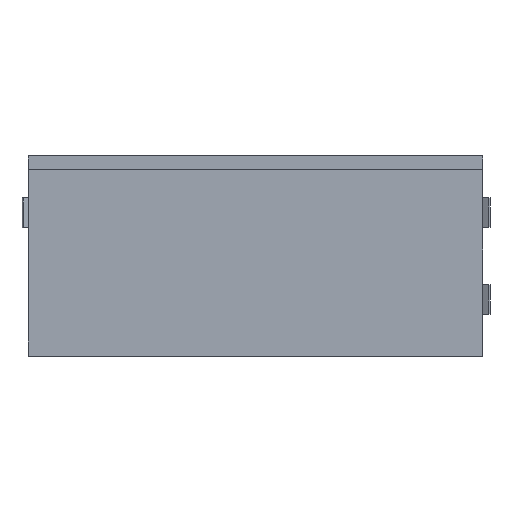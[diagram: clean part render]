
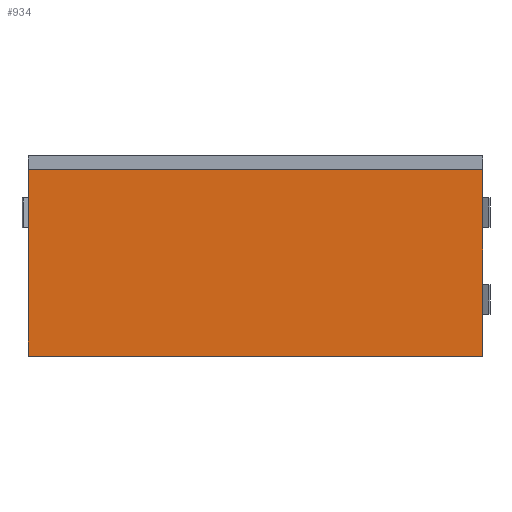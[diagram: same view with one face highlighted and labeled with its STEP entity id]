
A CAD part, front view. The second image highlights one B-rep face of the part: STEP entity #934.
In plain terms, the highlighted planar face has unit normal (0, -1, 0).
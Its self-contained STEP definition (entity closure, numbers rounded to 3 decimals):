
#934=ADVANCED_FACE('',(#1683),#10846,.T.);
#1683=FACE_OUTER_BOUND('',#2494,.T.);
#2494=EDGE_LOOP('',(#6014,#6015,#6016,#6017,#6018));
#6014=ORIENTED_EDGE('',*,*,#7337,.T.);
#6015=ORIENTED_EDGE('',*,*,#7625,.F.);
#6016=ORIENTED_EDGE('',*,*,#7654,.F.);
#6017=ORIENTED_EDGE('',*,*,#7652,.F.);
#6018=ORIENTED_EDGE('',*,*,#7653,.T.);
#7337=EDGE_CURVE('',#10351,#10369,#9332,.T.);
#7625=EDGE_CURVE('',#10566,#10369,#9483,.T.);
#7652=EDGE_CURVE('',#10584,#10583,#9490,.T.);
#7653=EDGE_CURVE('',#10584,#10351,#9491,.T.);
#7654=EDGE_CURVE('',#10583,#10566,#9492,.T.);
#9332=B_SPLINE_CURVE_WITH_KNOTS('',1,(#38936,#38937),.UNSPECIFIED.,.F.,.F.,
(2,2),(-54.5,0.),.UNSPECIFIED.);
#9483=B_SPLINE_CURVE_WITH_KNOTS('',1,(#39797,#39798),.UNSPECIFIED.,.F.,.F.,
(2,2),(143.528,165.928),.UNSPECIFIED.);
#9490=B_SPLINE_CURVE_WITH_KNOTS('',1,(#39889,#39890),.UNSPECIFIED.,.F.,.F.,
(2,2),(185.337,197.33),.UNSPECIFIED.);
#9491=B_SPLINE_CURVE_WITH_KNOTS('',1,(#39891,#39892),.UNSPECIFIED.,.F.,.F.,
(2,2),(185.337,195.744),.UNSPECIFIED.);
#9492=B_SPLINE_CURVE_WITH_KNOTS('',1,(#39893,#39894),.UNSPECIFIED.,.F.,.F.,
(2,2),(-63.7,-9.2),.UNSPECIFIED.);
#10351=VERTEX_POINT('',#38553);
#10369=VERTEX_POINT('',#38571);
#10566=VERTEX_POINT('',#38768);
#10583=VERTEX_POINT('',#38785);
#10584=VERTEX_POINT('',#38786);
#10846=PLANE('',#11615);
#11615=AXIS2_PLACEMENT_3D('',#38548,#11791,$);
#11791=DIRECTION('',(0.,-1.,0.));
#38548=CARTESIAN_POINT('',(-4.045,-1.9,17.559));
#38553=CARTESIAN_POINT('',(51.,-1.9,5.2));
#38571=CARTESIAN_POINT('',(-3.5,-1.9,5.2));
#38768=CARTESIAN_POINT('',(-3.5,-1.9,-17.2));
#38785=CARTESIAN_POINT('',(51.,-1.9,-17.2));
#38786=CARTESIAN_POINT('',(51.,-1.9,-5.207));
#38936=CARTESIAN_POINT('',(51.,-1.9,5.2));
#38937=CARTESIAN_POINT('',(-3.5,-1.9,5.2));
#39797=CARTESIAN_POINT('',(-3.5,-1.9,-17.2));
#39798=CARTESIAN_POINT('',(-3.5,-1.9,5.2));
#39889=CARTESIAN_POINT('',(51.,-1.9,-5.207));
#39890=CARTESIAN_POINT('',(51.,-1.9,-17.2));
#39891=CARTESIAN_POINT('',(51.,-1.9,-5.207));
#39892=CARTESIAN_POINT('',(51.,-1.9,5.2));
#39893=CARTESIAN_POINT('',(51.,-1.9,-17.2));
#39894=CARTESIAN_POINT('',(-3.5,-1.9,-17.2));
